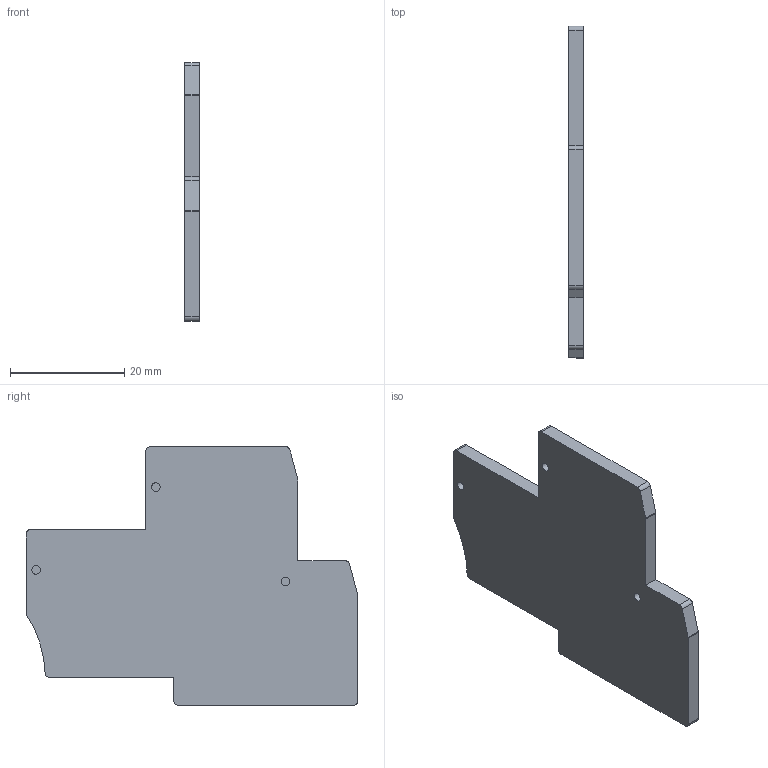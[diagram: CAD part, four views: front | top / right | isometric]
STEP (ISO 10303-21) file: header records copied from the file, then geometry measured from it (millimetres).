
FILE_DESCRIPTION(('CATIA V5R20 STEP214'),'2;1');
FILE_NAME ('6537431_3', '2014-12-03T13:10:58+00:00', ('Weidmueller Interface'), ('Weidmueller'), 'CATIA Version 5 Release 20 SP 5 (IN-10)', 'CATIA V5 STEP AP214', 'none');
FILE_SCHEMA(('AUTOMOTIVE_DESIGN { 1 0 10303 214 1 1 1 1 }'));
Length unit declared in the file: millimetre
Products named in the file (1): 1112130000_WAP_WDK_2-5-BLZ-O_ZA_LG
Bounding box: 2.5 x 58 x 45.2 mm (x, y, z)
Volume: 4860.9 mm3; surface area: 4421.3 mm2
Topology: 1 solids, 1 shells, 34 faces, 87 edges, 58 vertices
Faces by surface type: plane 17, cylinder 17
Entity records: 1015 total; most frequent: CARTESIAN_POINT 176, ORIENTED_EDGE 174, DIRECTION 147, EDGE_CURVE 87, AXIS2_PLACEMENT_3D 65, VERTEX_POINT 58, VECTOR 53, LINE 53
